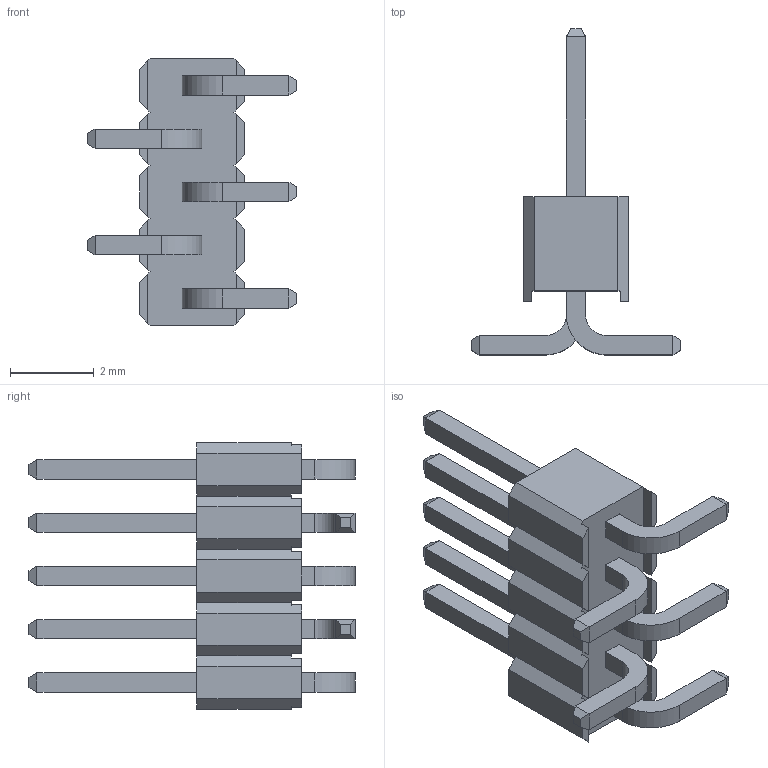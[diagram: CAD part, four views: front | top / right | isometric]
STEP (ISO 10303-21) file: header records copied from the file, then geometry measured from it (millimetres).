
FILE_DESCRIPTION(('STEP AP214'),'1');
FILE_NAME(' ',' ',('TraceParts'),('TraceParts S.A.'),'XStep 1.0',' ',' ');
FILE_SCHEMA(('automotive_design'));
Length unit declared in the file: millimetre
Products named in the file (6): M52-040000P0545_ASM|Next assembly relationship;M52-040000P0545-MOULD; M52-040000P0545_ASM|Next assembly relationship;M52-040000PXX45-PIN
Bounding box: 5 x 7.77 x 6.35 mm (x, y, z)
Volume: 42.5 mm3; surface area: 187.2 mm2
Topology: 6 solids, 6 shells, 164 faces, 416 edges, 264 vertices
Faces by surface type: plane 154, cylinder 10
Entity records: 9671 total; most frequent: STYLED_ITEM 850, PRESENTATION_STYLE_ASSIGNMENT 850, CARTESIAN_POINT 850, COLOUR_RGB 850, ORIENTED_EDGE 832, DIRECTION 776, EDGE_CURVE 416, CURVE_STYLE 416
